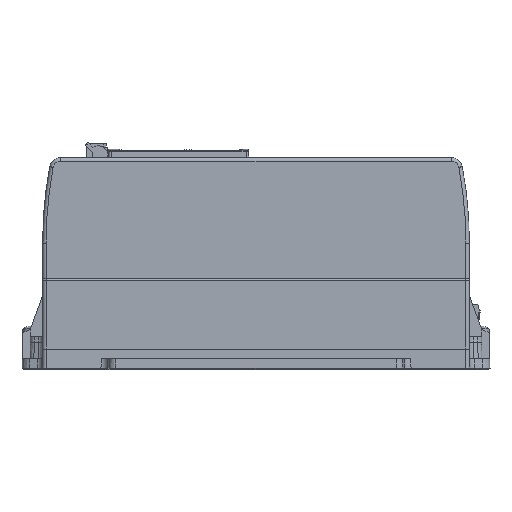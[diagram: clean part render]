
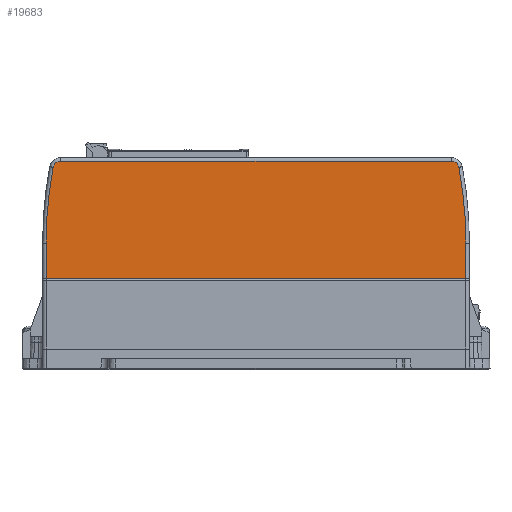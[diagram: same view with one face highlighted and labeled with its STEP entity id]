
A CAD part, left-side view. The second image highlights one B-rep face of the part: STEP entity #19683.
In plain terms, the highlighted planar face has unit normal (-1, 0, 0).
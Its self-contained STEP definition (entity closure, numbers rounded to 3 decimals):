
#19662 = EDGE_CURVE ( 'NONE', #19753, #19681, #33835, .T. ) ;
#19666 = ORIENTED_EDGE ( 'NONE', *, *, #19667, .T. ) ;
#19667 = EDGE_CURVE ( 'NONE', #19746, #19668, #33687, .T. ) ;
#19668 = VERTEX_POINT ( 'NONE', #33683 ) ;
#19669 = EDGE_CURVE ( 'NONE', #19681, #19670, #33682, .T. ) ;
#19670 = VERTEX_POINT ( 'NONE', #33678 ) ;
#19671 = ORIENTED_EDGE ( 'NONE', *, *, #19745, .T. ) ;
#19672 = EDGE_CURVE ( 'NONE', #19678, #19742, #33676, .T. ) ;
#19678 = VERTEX_POINT ( 'NONE', #33732 ) ;
#19679 = ORIENTED_EDGE ( 'NONE', *, *, #19672, .T. ) ;
#19681 = VERTEX_POINT ( 'NONE', #33731 ) ;
#19683 = ADVANCED_FACE ( 'NONE', ( #33730 ), #33656, .F. ) ;
#19684 = EDGE_LOOP ( 'NONE', ( #19740, #19694, #19747, #19748, #19671, #19666, #19738, #19679 ) ) ;
#19694 = ORIENTED_EDGE ( 'NONE', *, *, #19751, .T. ) ;
#19738 = ORIENTED_EDGE ( 'NONE', *, *, #19739, .T. ) ;
#19739 = EDGE_CURVE ( 'NONE', #19668, #19678, #41059, .T. ) ;
#19740 = ORIENTED_EDGE ( 'NONE', *, *, #19741, .T. ) ;
#19741 = EDGE_CURVE ( 'NONE', #19742, #19743, #41055, .T. ) ;
#19742 = VERTEX_POINT ( 'NONE', #41051 ) ;
#19743 = VERTEX_POINT ( 'NONE', #41050 ) ;
#19745 = EDGE_CURVE ( 'NONE', #19670, #19746, #41049, .T. ) ;
#19746 = VERTEX_POINT ( 'NONE', #41096 ) ;
#19747 = ORIENTED_EDGE ( 'NONE', *, *, #19662, .T. ) ;
#19748 = ORIENTED_EDGE ( 'NONE', *, *, #19669, .T. ) ;
#19751 = EDGE_CURVE ( 'NONE', #19743, #19753, #41075, .T. ) ;
#19753 = VERTEX_POINT ( 'NONE', #41077 ) ;
#33652 = DIRECTION ( 'NONE',  ( 0., 0., 1. ) ) ;
#33653 = DIRECTION ( 'NONE',  ( 1., 0., 0. ) ) ;
#33654 = CARTESIAN_POINT ( 'NONE',  ( -83.5, 334., 153. ) ) ;
#33655 = AXIS2_PLACEMENT_3D ( 'NONE', #33654, #33653, #33652 ) ;
#33656 = PLANE ( 'NONE',  #33655 ) ;
#33672 = DIRECTION ( 'NONE',  ( 0., 0., 1. ) ) ;
#33673 = DIRECTION ( 'NONE',  ( -1., 0., 0. ) ) ;
#33674 = CARTESIAN_POINT ( 'NONE',  ( -83.5, 311.963, 145. ) ) ;
#33675 = AXIS2_PLACEMENT_3D ( 'NONE', #33674, #33673, #33672 ) ;
#33676 = CIRCLE ( 'NONE', #33675, 5.5 ) ;
#33678 = CARTESIAN_POINT ( 'NONE',  ( -83.5, 17.5, 91. ) ) ;
#33679 = DIRECTION ( 'NONE',  ( 0., 0., 1. ) ) ;
#33680 = VECTOR ( 'NONE', #33679, 1000. ) ;
#33681 = CARTESIAN_POINT ( 'NONE',  ( -83.5, 17.5, 153. ) ) ;
#33682 = LINE ( 'NONE', #33681, #33680 ) ;
#33683 = CARTESIAN_POINT ( 'NONE',  ( -83.5, 28.037, 150.5 ) ) ;
#33684 = DIRECTION ( 'NONE',  ( 0., 0., 1. ) ) ;
#33685 = DIRECTION ( 'NONE',  ( -1., 0., 0. ) ) ;
#33686 = AXIS2_PLACEMENT_3D ( 'NONE', #33777, #33685, #33684 ) ;
#33687 = CIRCLE ( 'NONE', #33686, 5.5 ) ;
#33730 = FACE_OUTER_BOUND ( 'NONE', #19684, .T. ) ;
#33731 = CARTESIAN_POINT ( 'NONE',  ( -83.5, 17.5, 65.5 ) ) ;
#33732 = CARTESIAN_POINT ( 'NONE',  ( -83.5, 311.963, 150.5 ) ) ;
#33777 = CARTESIAN_POINT ( 'NONE',  ( -83.5, 28.037, 145. ) ) ;
#33832 = DIRECTION ( 'NONE',  ( 0., -1., 0. ) ) ;
#33833 = VECTOR ( 'NONE', #33832, 1000. ) ;
#33834 = CARTESIAN_POINT ( 'NONE',  ( -83.5, 334., 65.5 ) ) ;
#33835 = LINE ( 'NONE', #33834, #33833 ) ;
#41045 = DIRECTION ( 'NONE',  ( 0., 0., 1. ) ) ;
#41046 = DIRECTION ( 'NONE',  ( -1., 0., 0. ) ) ;
#41047 = CARTESIAN_POINT ( 'NONE',  ( -83.5, 315., 91. ) ) ;
#41048 = AXIS2_PLACEMENT_3D ( 'NONE', #41047, #41046, #41045 ) ;
#41049 = CIRCLE ( 'NONE', #41048, 297.5 ) ;
#41050 = CARTESIAN_POINT ( 'NONE',  ( -83.5, 322.5, 91. ) ) ;
#41051 = CARTESIAN_POINT ( 'NONE',  ( -83.5, 317.369, 146.017 ) ) ;
#41052 = DIRECTION ( 'NONE',  ( 0., 0., 1. ) ) ;
#41053 = DIRECTION ( 'NONE',  ( -1., 0., 0. ) ) ;
#41054 = AXIS2_PLACEMENT_3D ( 'NONE', #41060, #41053, #41052 ) ;
#41055 = CIRCLE ( 'NONE', #41054, 297.5 ) ;
#41056 = DIRECTION ( 'NONE',  ( 0., 1., 0. ) ) ;
#41057 = VECTOR ( 'NONE', #41056, 1000. ) ;
#41058 = CARTESIAN_POINT ( 'NONE',  ( -83.5, 334., 150.5 ) ) ;
#41059 = LINE ( 'NONE', #41058, #41057 ) ;
#41060 = CARTESIAN_POINT ( 'NONE',  ( -83.5, 25., 91. ) ) ;
#41072 = CARTESIAN_POINT ( 'NONE',  ( -83.5, 322.5, 153. ) ) ;
#41073 = VECTOR ( 'NONE', #41074, 1000. ) ;
#41074 = DIRECTION ( 'NONE',  ( 0., 0., -1. ) ) ;
#41075 = LINE ( 'NONE', #41072, #41073 ) ;
#41077 = CARTESIAN_POINT ( 'NONE',  ( -83.5, 322.5, 65.5 ) ) ;
#41096 = CARTESIAN_POINT ( 'NONE',  ( -83.5, 22.631, 146.017 ) ) ;
